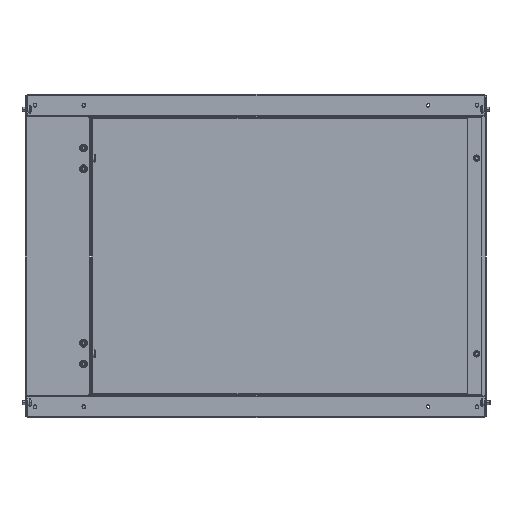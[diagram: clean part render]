
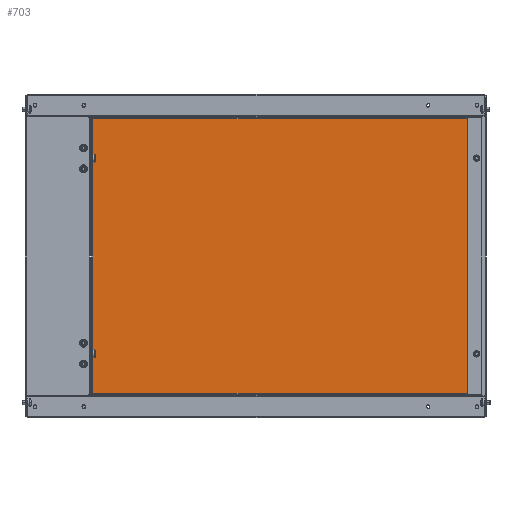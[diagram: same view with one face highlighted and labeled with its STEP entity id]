
A CAD part, left-side view. The second image highlights one B-rep face of the part: STEP entity #703.
In plain terms, the highlighted planar face has unit normal (-1, 0, 0).
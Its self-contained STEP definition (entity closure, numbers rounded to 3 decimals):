
#703 = ADVANCED_FACE ( 'NONE', ( #20059 ), #14179, .T. ) ;
#772 = EDGE_LOOP ( 'NONE', ( #8304, #5748, #21682, #11053 ) ) ;
#3405 = VECTOR ( 'NONE', #24460, 1000. ) ;
#3409 = DIRECTION ( 'NONE',  ( 0., 0., 1. ) ) ;
#3529 = CARTESIAN_POINT ( 'NONE',  ( 54.25, 380.75, -709.15 ) ) ;
#3607 = AXIS2_PLACEMENT_3D ( 'NONE', #27119, #7502, #27374 ) ;
#3843 = LINE ( 'NONE', #23171, #16480 ) ;
#5319 = EDGE_CURVE ( 'NONE', #20448, #10509, #10700, .T. ) ;
#5347 = EDGE_CURVE ( 'NONE', #13100, #14598, #25549, .T. ) ;
#5748 = ORIENTED_EDGE ( 'NONE', *, *, #27451, .T. ) ;
#7349 = VECTOR ( 'NONE', #12474, 1000. ) ;
#7502 = DIRECTION ( 'NONE',  ( -1., 0., 0. ) ) ;
#8304 = ORIENTED_EDGE ( 'NONE', *, *, #5347, .T. ) ;
#10162 = DIRECTION ( 'NONE',  ( 0., -1., 0. ) ) ;
#10509 = VERTEX_POINT ( 'NONE', #25191 ) ;
#10573 = CARTESIAN_POINT ( 'NONE',  ( 54.25, 93., -709.15 ) ) ;
#10700 = LINE ( 'NONE', #10573, #21629 ) ;
#11053 = ORIENTED_EDGE ( 'NONE', *, *, #13636, .T. ) ;
#12474 = DIRECTION ( 'NONE',  ( 0., 1., 0. ) ) ;
#13100 = VERTEX_POINT ( 'NONE', #14034 ) ;
#13636 = EDGE_CURVE ( 'NONE', #10509, #13100, #3843, .T. ) ;
#14034 = CARTESIAN_POINT ( 'NONE',  ( 54.25, -194.75, -288.15 ) ) ;
#14179 = PLANE ( 'NONE',  #3607 ) ;
#14598 = VERTEX_POINT ( 'NONE', #19652 ) ;
#16480 = VECTOR ( 'NONE', #3409, 1000. ) ;
#17662 = LINE ( 'NONE', #22023, #3405 ) ;
#19652 = CARTESIAN_POINT ( 'NONE',  ( 54.25, 380.75, -288.15 ) ) ;
#20059 = FACE_OUTER_BOUND ( 'NONE', #772, .T. ) ;
#20448 = VERTEX_POINT ( 'NONE', #3529 ) ;
#21107 = CARTESIAN_POINT ( 'NONE',  ( 54.25, 93., -288.15 ) ) ;
#21629 = VECTOR ( 'NONE', #10162, 1000. ) ;
#21682 = ORIENTED_EDGE ( 'NONE', *, *, #5319, .T. ) ;
#22023 = CARTESIAN_POINT ( 'NONE',  ( 54.25, 380.75, -498.65 ) ) ;
#23171 = CARTESIAN_POINT ( 'NONE',  ( 54.25, -194.75, -498.65 ) ) ;
#24460 = DIRECTION ( 'NONE',  ( 0., 0., -1. ) ) ;
#25191 = CARTESIAN_POINT ( 'NONE',  ( 54.25, -194.75, -709.15 ) ) ;
#25549 = LINE ( 'NONE', #21107, #7349 ) ;
#27119 = CARTESIAN_POINT ( 'NONE',  ( 54.25, 93., -498.65 ) ) ;
#27374 = DIRECTION ( 'NONE',  ( 0., 0., -1. ) ) ;
#27451 = EDGE_CURVE ( 'NONE', #14598, #20448, #17662, .T. ) ;
